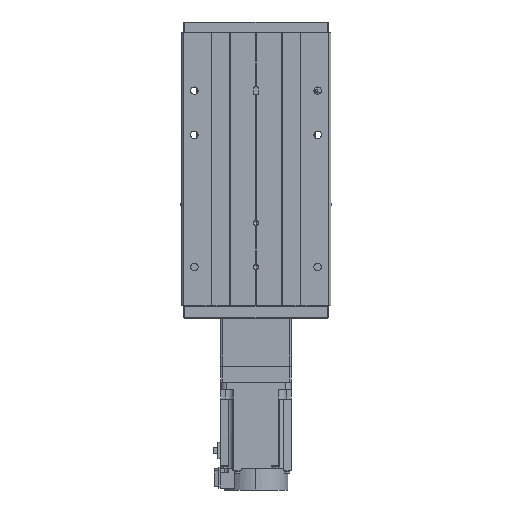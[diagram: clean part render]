
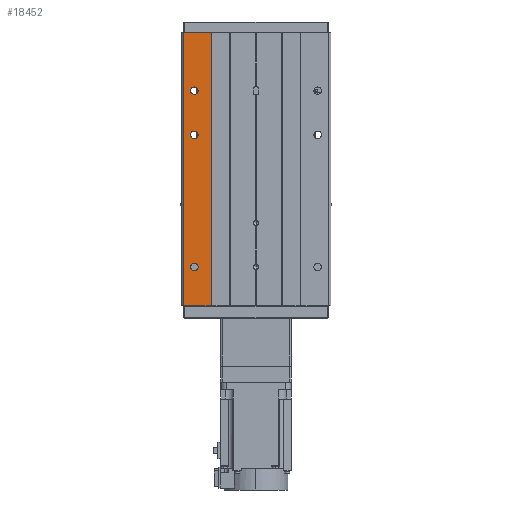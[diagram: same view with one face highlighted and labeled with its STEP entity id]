
A CAD part, front view. The second image highlights one B-rep face of the part: STEP entity #18452.
In plain terms, the highlighted planar face has unit normal (0, -1, 0).
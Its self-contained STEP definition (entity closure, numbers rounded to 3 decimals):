
#654 = VECTOR ( 'NONE', #40534, 1000. ) ;
#1059 = EDGE_CURVE ( 'NONE', #24806, #29532, #1363, .T. ) ;
#1331 = LINE ( 'NONE', #14409, #3723 ) ;
#1363 = CIRCLE ( 'NONE', #25299, 4.25 ) ;
#2018 = ORIENTED_EDGE ( 'NONE', *, *, #9590, .F. ) ;
#2044 = FACE_BOUND ( 'NONE', #25251, .T. ) ;
#2513 = DIRECTION ( 'NONE',  ( 0., 0., -1. ) ) ;
#2966 = CARTESIAN_POINT ( 'NONE',  ( 70., -1., -84.75 ) ) ;
#3723 = VECTOR ( 'NONE', #27450, 1000. ) ;
#4192 = DIRECTION ( 'NONE',  ( 0., 0., -1. ) ) ;
#4724 = EDGE_CURVE ( 'NONE', #42013, #16860, #16681, .T. ) ;
#4890 = CIRCLE ( 'NONE', #28828, 4.25 ) ;
#6104 = LINE ( 'NONE', #19190, #35999 ) ;
#6559 = CARTESIAN_POINT ( 'NONE',  ( 70., -1., -39. ) ) ;
#6841 = CIRCLE ( 'NONE', #30827, 4.25 ) ;
#7881 = CARTESIAN_POINT ( 'NONE',  ( 70., -1., -39. ) ) ;
#8085 = DIRECTION ( 'NONE',  ( 0., -1., 0. ) ) ;
#8689 = DIRECTION ( 'NONE',  ( -1., 0., 0. ) ) ;
#9014 = EDGE_CURVE ( 'NONE', #12781, #24355, #35935, .T. ) ;
#9183 = ORIENTED_EDGE ( 'NONE', *, *, #1059, .F. ) ;
#9590 = EDGE_CURVE ( 'NONE', #16860, #42013, #16879, .T. ) ;
#9898 = ORIENTED_EDGE ( 'NONE', *, *, #17129, .F. ) ;
#9933 = DIRECTION ( 'NONE',  ( 0., -1., 0. ) ) ;
#10507 = DIRECTION ( 'NONE',  ( 0., -1., 0. ) ) ;
#11092 = ORIENTED_EDGE ( 'NONE', *, *, #34322, .F. ) ;
#11904 = PLANE ( 'NONE',  #15997 ) ;
#12781 = VERTEX_POINT ( 'NONE', #25102 ) ;
#13903 = VECTOR ( 'NONE', #2513, 1000. ) ;
#13989 = EDGE_LOOP ( 'NONE', ( #26277, #2018 ) ) ;
#14398 = LINE ( 'NONE', #27442, #654 ) ;
#14409 = CARTESIAN_POINT ( 'NONE',  ( 50., -1., -155. ) ) ;
#15122 = FACE_BOUND ( 'NONE', #13989, .T. ) ;
#15997 = AXIS2_PLACEMENT_3D ( 'NONE', #24982, #38062, #8689 ) ;
#16626 = ORIENTED_EDGE ( 'NONE', *, *, #18028, .T. ) ;
#16681 = CIRCLE ( 'NONE', #40642, 4.25 ) ;
#16699 = CARTESIAN_POINT ( 'NONE',  ( 70., -1., -34.75 ) ) ;
#16860 = VERTEX_POINT ( 'NONE', #2966 ) ;
#16879 = CIRCLE ( 'NONE', #40854, 4.25 ) ;
#17129 = EDGE_CURVE ( 'NONE', #24355, #12781, #6841, .T. ) ;
#17448 = AXIS2_PLACEMENT_3D ( 'NONE', #39867, #10507, #23579 ) ;
#18028 = EDGE_CURVE ( 'NONE', #29720, #35053, #18815, .T. ) ;
#18452 = ADVANCED_FACE ( 'NONE', ( #2044, #15122, #28171, #41263 ), #11904, .F. ) ;
#18815 = LINE ( 'NONE', #31889, #13903 ) ;
#19190 = CARTESIAN_POINT ( 'NONE',  ( 50., -1., 155. ) ) ;
#19216 = EDGE_LOOP ( 'NONE', ( #9898, #40042 ) ) ;
#19639 = DIRECTION ( 'NONE',  ( 0., -1., 0. ) ) ;
#20470 = CARTESIAN_POINT ( 'NONE',  ( 70., -1., -89. ) ) ;
#20967 = DIRECTION ( 'NONE',  ( 0., -1., 0. ) ) ;
#21162 = DIRECTION ( 'NONE',  ( 0., 0., -1. ) ) ;
#21843 = EDGE_CURVE ( 'NONE', #29532, #24806, #4890, .T. ) ;
#23004 = DIRECTION ( 'NONE',  ( 0., 0., -1. ) ) ;
#23096 = EDGE_LOOP ( 'NONE', ( #29694, #34544, #11092, #16626 ) ) ;
#23579 = DIRECTION ( 'NONE',  ( 0., 0., -1. ) ) ;
#24271 = ORIENTED_EDGE ( 'NONE', *, *, #21843, .F. ) ;
#24355 = VERTEX_POINT ( 'NONE', #26383 ) ;
#24806 = VERTEX_POINT ( 'NONE', #16699 ) ;
#24982 = CARTESIAN_POINT ( 'NONE',  ( 50., -1., 155. ) ) ;
#25008 = CARTESIAN_POINT ( 'NONE',  ( 70., -1., -93.25 ) ) ;
#25102 = CARTESIAN_POINT ( 'NONE',  ( 70., -1., 115.25 ) ) ;
#25251 = EDGE_LOOP ( 'NONE', ( #24271, #9183 ) ) ;
#25299 = AXIS2_PLACEMENT_3D ( 'NONE', #6559, #19639, #32711 ) ;
#26277 = ORIENTED_EDGE ( 'NONE', *, *, #4724, .F. ) ;
#26383 = CARTESIAN_POINT ( 'NONE',  ( 70., -1., 106.75 ) ) ;
#26416 = VERTEX_POINT ( 'NONE', #28190 ) ;
#27442 = CARTESIAN_POINT ( 'NONE',  ( 82., -1., -155. ) ) ;
#27450 = DIRECTION ( 'NONE',  ( 1., 0., 0. ) ) ;
#28171 = FACE_BOUND ( 'NONE', #19216, .T. ) ;
#28190 = CARTESIAN_POINT ( 'NONE',  ( 82., -1., 155. ) ) ;
#28319 = CARTESIAN_POINT ( 'NONE',  ( 51., -1., -155. ) ) ;
#28828 = AXIS2_PLACEMENT_3D ( 'NONE', #7881, #20967, #34032 ) ;
#29532 = VERTEX_POINT ( 'NONE', #34924 ) ;
#29694 = ORIENTED_EDGE ( 'NONE', *, *, #33738, .T. ) ;
#29720 = VERTEX_POINT ( 'NONE', #29745 ) ;
#29745 = CARTESIAN_POINT ( 'NONE',  ( 51., -1., 155. ) ) ;
#30827 = AXIS2_PLACEMENT_3D ( 'NONE', #37457, #8085, #21162 ) ;
#31889 = CARTESIAN_POINT ( 'NONE',  ( 51., -1., 155. ) ) ;
#32271 = DIRECTION ( 'NONE',  ( 1., 0., 0. ) ) ;
#32711 = DIRECTION ( 'NONE',  ( 0., 0., -1. ) ) ;
#33552 = DIRECTION ( 'NONE',  ( 0., -1., 0. ) ) ;
#33738 = EDGE_CURVE ( 'NONE', #35053, #40113, #1331, .T. ) ;
#34032 = DIRECTION ( 'NONE',  ( 0., 0., -1. ) ) ;
#34322 = EDGE_CURVE ( 'NONE', #29720, #26416, #6104, .T. ) ;
#34544 = ORIENTED_EDGE ( 'NONE', *, *, #37892, .T. ) ;
#34924 = CARTESIAN_POINT ( 'NONE',  ( 70., -1., -43.25 ) ) ;
#35053 = VERTEX_POINT ( 'NONE', #28319 ) ;
#35935 = CIRCLE ( 'NONE', #17448, 4.25 ) ;
#35999 = VECTOR ( 'NONE', #32271, 1000. ) ;
#37457 = CARTESIAN_POINT ( 'NONE',  ( 70., -1., 111. ) ) ;
#37892 = EDGE_CURVE ( 'NONE', #40113, #26416, #14398, .T. ) ;
#38062 = DIRECTION ( 'NONE',  ( 0., 1., 0. ) ) ;
#39295 = CARTESIAN_POINT ( 'NONE',  ( 70., -1., -89. ) ) ;
#39867 = CARTESIAN_POINT ( 'NONE',  ( 70., -1., 111. ) ) ;
#39969 = CARTESIAN_POINT ( 'NONE',  ( 82., -1., -155. ) ) ;
#40042 = ORIENTED_EDGE ( 'NONE', *, *, #9014, .F. ) ;
#40113 = VERTEX_POINT ( 'NONE', #39969 ) ;
#40534 = DIRECTION ( 'NONE',  ( 0., 0., 1. ) ) ;
#40642 = AXIS2_PLACEMENT_3D ( 'NONE', #39295, #9933, #23004 ) ;
#40854 = AXIS2_PLACEMENT_3D ( 'NONE', #20470, #33552, #4192 ) ;
#41263 = FACE_OUTER_BOUND ( 'NONE', #23096, .T. ) ;
#42013 = VERTEX_POINT ( 'NONE', #25008 ) ;
